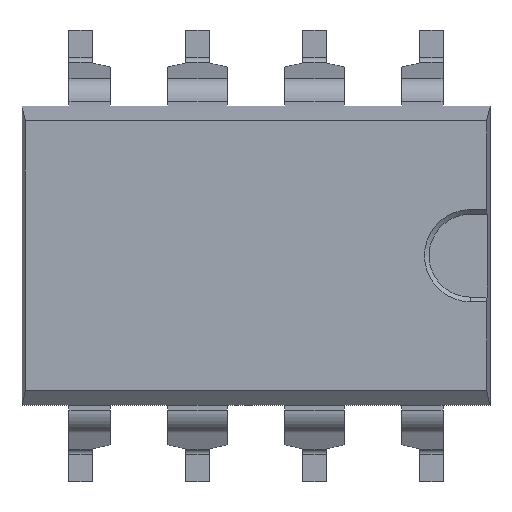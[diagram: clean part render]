
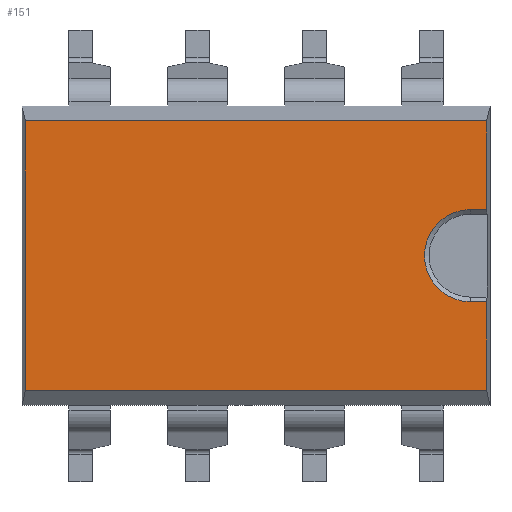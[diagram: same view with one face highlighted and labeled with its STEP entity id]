
A CAD part, top view. The second image highlights one B-rep face of the part: STEP entity #151.
In plain terms, the highlighted planar face has unit normal (0, 0, 1).
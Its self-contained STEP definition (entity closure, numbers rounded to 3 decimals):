
#56 = DIRECTION ( 'NONE',  ( 1., 0., 0. ) ) ;
#93 = CARTESIAN_POINT ( 'NONE',  ( 5.007, -1., 4.5 ) ) ;
#136 = VERTEX_POINT ( 'NONE', #5446 ) ;
#151 = ADVANCED_FACE ( 'NONE', ( #4279 ), #2863, .T. ) ;
#364 = VECTOR ( 'NONE', #798, 1000. ) ;
#437 = VERTEX_POINT ( 'NONE', #1576 ) ;
#543 = CARTESIAN_POINT ( 'NONE',  ( 0., -2.925, 4.5 ) ) ;
#647 = LINE ( 'NONE', #1111, #2073 ) ;
#666 = CIRCLE ( 'NONE', #4153, 1. ) ;
#775 = VERTEX_POINT ( 'NONE', #93 ) ;
#798 = DIRECTION ( 'NONE',  ( 0., -1., 0. ) ) ;
#958 = EDGE_CURVE ( 'NONE', #437, #5063, #647, .T. ) ;
#1111 = CARTESIAN_POINT ( 'NONE',  ( 4.832, 1., 4.5 ) ) ;
#1135 = AXIS2_PLACEMENT_3D ( 'NONE', #5131, #2892, #2501 ) ;
#1290 = LINE ( 'NONE', #4288, #3951 ) ;
#1324 = DIRECTION ( 'NONE',  ( 1., 0., 0. ) ) ;
#1334 = ORIENTED_EDGE ( 'NONE', *, *, #3782, .F. ) ;
#1366 = VECTOR ( 'NONE', #3596, 1000. ) ;
#1576 = CARTESIAN_POINT ( 'NONE',  ( 5.007, 1., 4.5 ) ) ;
#1812 = CARTESIAN_POINT ( 'NONE',  ( 4.657, 0., 4.5 ) ) ;
#1862 = VERTEX_POINT ( 'NONE', #4335 ) ;
#1890 = ORIENTED_EDGE ( 'NONE', *, *, #958, .F. ) ;
#1903 = DIRECTION ( 'NONE',  ( 0., 0., 1. ) ) ;
#1979 = DIRECTION ( 'NONE',  ( -1., 0., 0. ) ) ;
#2010 = CARTESIAN_POINT ( 'NONE',  ( 4.657, 1., 4.5 ) ) ;
#2073 = VECTOR ( 'NONE', #1979, 1000. ) ;
#2115 = DIRECTION ( 'NONE',  ( 0., -1., 0. ) ) ;
#2126 = ORIENTED_EDGE ( 'NONE', *, *, #2338, .T. ) ;
#2272 = LINE ( 'NONE', #4466, #3746 ) ;
#2298 = LINE ( 'NONE', #2677, #3557 ) ;
#2337 = LINE ( 'NONE', #543, #5631 ) ;
#2338 = EDGE_CURVE ( 'NONE', #1862, #3157, #2337, .T. ) ;
#2409 = EDGE_CURVE ( 'NONE', #5063, #136, #666, .T. ) ;
#2501 = DIRECTION ( 'NONE',  ( 1., 0., 0. ) ) ;
#2677 = CARTESIAN_POINT ( 'NONE',  ( 0., 2.925, 4.5 ) ) ;
#2724 = ORIENTED_EDGE ( 'NONE', *, *, #2758, .F. ) ;
#2758 = EDGE_CURVE ( 'NONE', #3053, #3344, #2298, .T. ) ;
#2800 = EDGE_CURVE ( 'NONE', #775, #3157, #2272, .T. ) ;
#2863 = PLANE ( 'NONE',  #1135 ) ;
#2892 = DIRECTION ( 'NONE',  ( 0., 0., 1. ) ) ;
#2966 = CARTESIAN_POINT ( 'NONE',  ( 5.007, 2.925, 4.5 ) ) ;
#3053 = VERTEX_POINT ( 'NONE', #3853 ) ;
#3157 = VERTEX_POINT ( 'NONE', #5019 ) ;
#3344 = VERTEX_POINT ( 'NONE', #2966 ) ;
#3362 = ORIENTED_EDGE ( 'NONE', *, *, #4857, .F. ) ;
#3382 = LINE ( 'NONE', #5216, #364 ) ;
#3557 = VECTOR ( 'NONE', #1324, 1000. ) ;
#3560 = DIRECTION ( 'NONE',  ( 1., 0., 0. ) ) ;
#3596 = DIRECTION ( 'NONE',  ( 1., 0., 0. ) ) ;
#3663 = EDGE_CURVE ( 'NONE', #3053, #1862, #3382, .T. ) ;
#3746 = VECTOR ( 'NONE', #5308, 1000. ) ;
#3782 = EDGE_CURVE ( 'NONE', #136, #775, #4399, .T. ) ;
#3853 = CARTESIAN_POINT ( 'NONE',  ( -5.007, 2.925, 4.5 ) ) ;
#3918 = EDGE_LOOP ( 'NONE', ( #3362, #2724, #5672, #2126, #5555, #1334, #4266, #1890 ) ) ;
#3951 = VECTOR ( 'NONE', #2115, 1000. ) ;
#4153 = AXIS2_PLACEMENT_3D ( 'NONE', #1812, #1903, #3560 ) ;
#4266 = ORIENTED_EDGE ( 'NONE', *, *, #2409, .F. ) ;
#4279 = FACE_OUTER_BOUND ( 'NONE', #3918, .T. ) ;
#4288 = CARTESIAN_POINT ( 'NONE',  ( 5.007, 1.962, 4.5 ) ) ;
#4335 = CARTESIAN_POINT ( 'NONE',  ( -5.007, -2.925, 4.5 ) ) ;
#4399 = LINE ( 'NONE', #4424, #1366 ) ;
#4424 = CARTESIAN_POINT ( 'NONE',  ( 4.832, -1., 4.5 ) ) ;
#4466 = CARTESIAN_POINT ( 'NONE',  ( 5.007, -1.962, 4.5 ) ) ;
#4857 = EDGE_CURVE ( 'NONE', #3344, #437, #1290, .T. ) ;
#5019 = CARTESIAN_POINT ( 'NONE',  ( 5.007, -2.925, 4.5 ) ) ;
#5063 = VERTEX_POINT ( 'NONE', #2010 ) ;
#5131 = CARTESIAN_POINT ( 'NONE',  ( 0., 2.925, 4.5 ) ) ;
#5216 = CARTESIAN_POINT ( 'NONE',  ( -5.007, 0., 4.5 ) ) ;
#5308 = DIRECTION ( 'NONE',  ( 0., -1., 0. ) ) ;
#5446 = CARTESIAN_POINT ( 'NONE',  ( 4.657, -1., 4.5 ) ) ;
#5555 = ORIENTED_EDGE ( 'NONE', *, *, #2800, .F. ) ;
#5631 = VECTOR ( 'NONE', #56, 1000. ) ;
#5672 = ORIENTED_EDGE ( 'NONE', *, *, #3663, .T. ) ;
